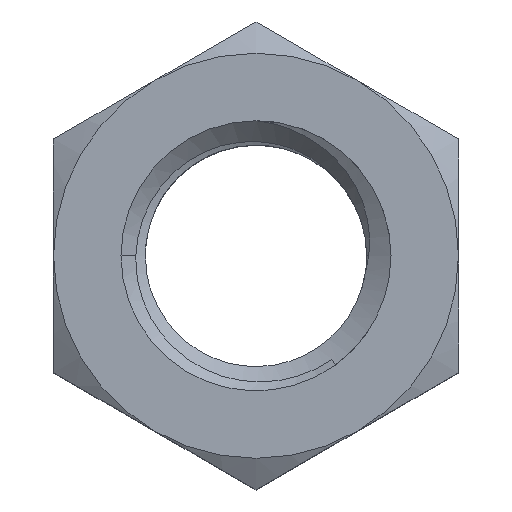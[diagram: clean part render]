
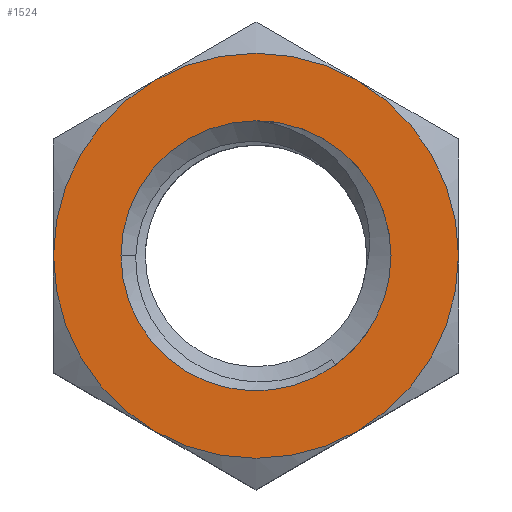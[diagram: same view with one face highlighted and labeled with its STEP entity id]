
A CAD part, top view. The second image highlights one B-rep face of the part: STEP entity #1524.
In plain terms, the highlighted planar face has unit normal (0, 0, 1).
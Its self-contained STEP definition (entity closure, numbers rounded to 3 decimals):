
#3 = DIRECTION ( 'NONE',  ( -1., 0., 0. ) ) ;
#155 = EDGE_CURVE ( 'NONE', #535, #2617, #2741, .T. ) ;
#156 = CARTESIAN_POINT ( 'NONE',  ( 13.5, 0., 7.5 ) ) ;
#159 = DIRECTION ( 'NONE',  ( 1., 0., 0. ) ) ;
#269 = DIRECTION ( 'NONE',  ( -1., 0., 0. ) ) ;
#278 = DIRECTION ( 'NONE',  ( 0., 0., -1. ) ) ;
#288 = DIRECTION ( 'NONE',  ( 0., 0., 1. ) ) ;
#293 = AXIS2_PLACEMENT_3D ( 'NONE', #1899, #452, #2125 ) ;
#297 = CARTESIAN_POINT ( 'NONE',  ( 6.75, 11.691, 7.5 ) ) ;
#306 = AXIS2_PLACEMENT_3D ( 'NONE', #1083, #848, #840 ) ;
#335 = DIRECTION ( 'NONE',  ( 0., 0., -1. ) ) ;
#347 = AXIS2_PLACEMENT_3D ( 'NONE', #561, #335, #3 ) ;
#369 = ORIENTED_EDGE ( 'NONE', *, *, #806, .T. ) ;
#390 = CIRCLE ( 'NONE', #2573, 9. ) ;
#433 = CIRCLE ( 'NONE', #293, 13.5 ) ;
#438 = VERTEX_POINT ( 'NONE', #2536 ) ;
#452 = DIRECTION ( 'NONE',  ( 0., 0., 1. ) ) ;
#476 = CARTESIAN_POINT ( 'NONE',  ( 0., 0., 7.5 ) ) ;
#531 = VERTEX_POINT ( 'NONE', #1594 ) ;
#535 = VERTEX_POINT ( 'NONE', #156 ) ;
#561 = CARTESIAN_POINT ( 'NONE',  ( 0., 0., 7.5 ) ) ;
#562 = CIRCLE ( 'NONE', #2719, 13.5 ) ;
#599 = VERTEX_POINT ( 'NONE', #2731 ) ;
#606 = VERTEX_POINT ( 'NONE', #2988 ) ;
#720 = CARTESIAN_POINT ( 'NONE',  ( 0., 0., 7.5 ) ) ;
#806 = EDGE_CURVE ( 'NONE', #531, #599, #390, .T. ) ;
#840 = DIRECTION ( 'NONE',  ( 1., 0., 0. ) ) ;
#841 = DIRECTION ( 'NONE',  ( 1., 0., 0. ) ) ;
#848 = DIRECTION ( 'NONE',  ( 0., 0., 1. ) ) ;
#958 = ORIENTED_EDGE ( 'NONE', *, *, #155, .T. ) ;
#1047 = ORIENTED_EDGE ( 'NONE', *, *, #1125, .T. ) ;
#1048 = AXIS2_PLACEMENT_3D ( 'NONE', #2088, #1119, #2471 ) ;
#1083 = CARTESIAN_POINT ( 'NONE',  ( 0., 0., 7.5 ) ) ;
#1095 = CARTESIAN_POINT ( 'NONE',  ( 0., 0., 7.5 ) ) ;
#1119 = DIRECTION ( 'NONE',  ( 0., 0., 1. ) ) ;
#1125 = EDGE_CURVE ( 'NONE', #438, #1504, #2445, .T. ) ;
#1144 = EDGE_CURVE ( 'NONE', #599, #1150, #1369, .T. ) ;
#1150 = VERTEX_POINT ( 'NONE', #2229 ) ;
#1168 = PLANE ( 'NONE',  #1048 ) ;
#1190 = ORIENTED_EDGE ( 'NONE', *, *, #2567, .F. ) ;
#1207 = EDGE_CURVE ( 'NONE', #531, #1577, #2393, .T. ) ;
#1311 = DIRECTION ( 'NONE',  ( 1., 0., 0. ) ) ;
#1327 = FACE_BOUND ( 'NONE', #1866, .T. ) ;
#1346 = DIRECTION ( 'NONE',  ( 1., 0., 0. ) ) ;
#1366 = CARTESIAN_POINT ( 'NONE',  ( -9., 0., 7.5 ) ) ;
#1369 = CIRCLE ( 'NONE', #347, 9. ) ;
#1387 = ORIENTED_EDGE ( 'NONE', *, *, #2657, .T. ) ;
#1394 = EDGE_CURVE ( 'NONE', #606, #438, #1642, .T. ) ;
#1413 = FACE_OUTER_BOUND ( 'NONE', #2588, .T. ) ;
#1479 = AXIS2_PLACEMENT_3D ( 'NONE', #1938, #2274, #841 ) ;
#1504 = VERTEX_POINT ( 'NONE', #2689 ) ;
#1524 = ADVANCED_FACE ( 'NONE', ( #1327, #1413 ), #1168, .T. ) ;
#1552 = DIRECTION ( 'NONE',  ( 0., 0., 1. ) ) ;
#1560 = DIRECTION ( 'NONE',  ( 0., 0., 1. ) ) ;
#1568 = DIRECTION ( 'NONE',  ( 1., 0., 0. ) ) ;
#1571 = CARTESIAN_POINT ( 'NONE',  ( 0., 0., 7.5 ) ) ;
#1577 = VERTEX_POINT ( 'NONE', #1366 ) ;
#1594 = CARTESIAN_POINT ( 'NONE',  ( 0., 9., 7.5 ) ) ;
#1597 = CARTESIAN_POINT ( 'NONE',  ( 6.75, -11.691, 7.5 ) ) ;
#1621 = DIRECTION ( 'NONE',  ( 0., 0., 1. ) ) ;
#1642 = CIRCLE ( 'NONE', #306, 13.5 ) ;
#1736 = CARTESIAN_POINT ( 'NONE',  ( 0., 0., 7.5 ) ) ;
#1866 = EDGE_LOOP ( 'NONE', ( #2108, #369, #2686, #1190 ) ) ;
#1899 = CARTESIAN_POINT ( 'NONE',  ( 0., 0., 7.5 ) ) ;
#1938 = CARTESIAN_POINT ( 'NONE',  ( 0., 0., 7.5 ) ) ;
#1965 = DIRECTION ( 'NONE',  ( 1., 0., 0. ) ) ;
#2056 = ORIENTED_EDGE ( 'NONE', *, *, #2239, .T. ) ;
#2088 = CARTESIAN_POINT ( 'NONE',  ( -13.5, 7.794, 7.5 ) ) ;
#2108 = ORIENTED_EDGE ( 'NONE', *, *, #1207, .F. ) ;
#2123 = AXIS2_PLACEMENT_3D ( 'NONE', #1571, #1552, #1311 ) ;
#2125 = DIRECTION ( 'NONE',  ( 1., 0., 0. ) ) ;
#2186 = EDGE_CURVE ( 'NONE', #1504, #2197, #2311, .T. ) ;
#2197 = VERTEX_POINT ( 'NONE', #1597 ) ;
#2229 = CARTESIAN_POINT ( 'NONE',  ( 5.29, -7.281, 7.5 ) ) ;
#2239 = EDGE_CURVE ( 'NONE', #2617, #606, #562, .T. ) ;
#2252 = AXIS2_PLACEMENT_3D ( 'NONE', #720, #1560, #1568 ) ;
#2263 = ORIENTED_EDGE ( 'NONE', *, *, #2186, .T. ) ;
#2274 = DIRECTION ( 'NONE',  ( 0., 0., 1. ) ) ;
#2311 = CIRCLE ( 'NONE', #2434, 13.5 ) ;
#2393 = CIRCLE ( 'NONE', #2123, 9. ) ;
#2434 = AXIS2_PLACEMENT_3D ( 'NONE', #1095, #2698, #1346 ) ;
#2445 = CIRCLE ( 'NONE', #1479, 13.5 ) ;
#2471 = DIRECTION ( 'NONE',  ( 1., 0., 0. ) ) ;
#2536 = CARTESIAN_POINT ( 'NONE',  ( -13.5, 0., 7.5 ) ) ;
#2538 = CIRCLE ( 'NONE', #2787, 9. ) ;
#2567 = EDGE_CURVE ( 'NONE', #1577, #1150, #2538, .T. ) ;
#2573 = AXIS2_PLACEMENT_3D ( 'NONE', #476, #278, #269 ) ;
#2588 = EDGE_LOOP ( 'NONE', ( #1387, #958, #2056, #2652, #1047, #2263 ) ) ;
#2617 = VERTEX_POINT ( 'NONE', #297 ) ;
#2652 = ORIENTED_EDGE ( 'NONE', *, *, #1394, .T. ) ;
#2657 = EDGE_CURVE ( 'NONE', #2197, #535, #433, .T. ) ;
#2686 = ORIENTED_EDGE ( 'NONE', *, *, #1144, .T. ) ;
#2689 = CARTESIAN_POINT ( 'NONE',  ( -6.75, -11.691, 7.5 ) ) ;
#2698 = DIRECTION ( 'NONE',  ( 0., 0., 1. ) ) ;
#2719 = AXIS2_PLACEMENT_3D ( 'NONE', #2915, #1621, #159 ) ;
#2731 = CARTESIAN_POINT ( 'NONE',  ( 9., 0., 7.5 ) ) ;
#2741 = CIRCLE ( 'NONE', #2252, 13.5 ) ;
#2787 = AXIS2_PLACEMENT_3D ( 'NONE', #1736, #288, #1965 ) ;
#2915 = CARTESIAN_POINT ( 'NONE',  ( 0., 0., 7.5 ) ) ;
#2988 = CARTESIAN_POINT ( 'NONE',  ( -6.75, 11.691, 7.5 ) ) ;
